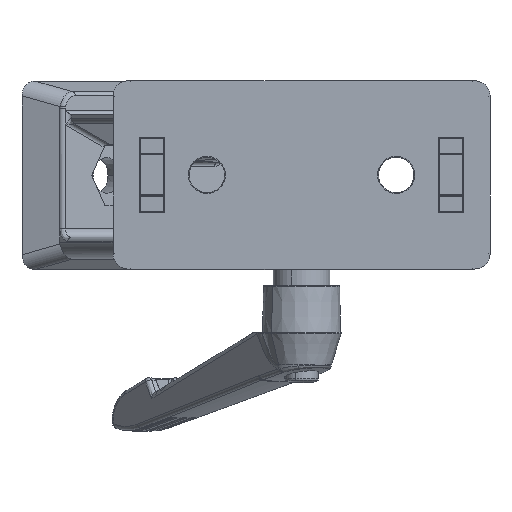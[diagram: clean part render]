
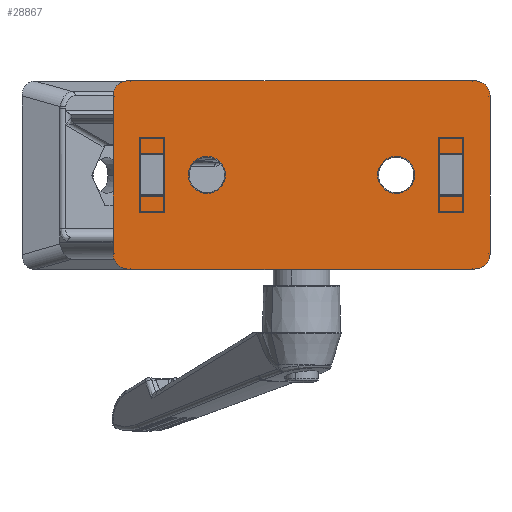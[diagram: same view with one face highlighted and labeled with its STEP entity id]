
A CAD part, top view. The second image highlights one B-rep face of the part: STEP entity #28867.
In plain terms, the highlighted planar face has unit normal (0, 0, 1).
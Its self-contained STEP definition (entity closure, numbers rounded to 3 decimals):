
#303 = CARTESIAN_POINT ( 'NONE',  ( -26.9, 0., 9. ) ) ;
#312 = CARTESIAN_POINT ( 'NONE',  ( 40.829, 22.4, 9. ) ) ;
#600 = CARTESIAN_POINT ( 'NONE',  ( 43.225, 22.4, 9. ) ) ;
#1388 = CARTESIAN_POINT ( 'NONE',  ( -40.829, 22.4, 9. ) ) ;
#1786 = VERTEX_POINT ( 'NONE', #32419 ) ;
#2074 = CARTESIAN_POINT ( 'NONE',  ( 22.5, 0., 9. ) ) ;
#2458 = CARTESIAN_POINT ( 'NONE',  ( 26.9, 0., 9. ) ) ;
#2671 = EDGE_CURVE ( 'NONE', #18256, #1786, #21992, .T. ) ;
#2719 = PLANE ( 'NONE',  #38613 ) ;
#2826 = DIRECTION ( 'NONE',  ( -1., 0., 0. ) ) ;
#3074 = CARTESIAN_POINT ( 'NONE',  ( -45.5, 22.4, 9. ) ) ;
#3203 = EDGE_CURVE ( 'NONE', #43911, #8647, #31484, .T. ) ;
#3421 = VECTOR ( 'NONE', #2826, 1000. ) ;
#4273 = EDGE_CURVE ( 'NONE', #26913, #9916, #6342, .T. ) ;
#5627 = DIRECTION ( 'NONE',  ( 1., 0., 0. ) ) ;
#5757 = CARTESIAN_POINT ( 'NONE',  ( 44.8, -18.872, 9. ) ) ;
#6152 = CIRCLE ( 'NONE', #43795, 4.4 ) ;
#6245 = DIRECTION ( 'NONE',  ( 0., 0., -1. ) ) ;
#6342 =( BOUNDED_CURVE ( )  B_SPLINE_CURVE ( 3, ( #9721, #44690, #600, #312 ),
 .UNSPECIFIED., .F., .F. ) 
 B_SPLINE_CURVE_WITH_KNOTS ( ( 4, 4 ),
 ( 5.894, 7.306 ),
 .UNSPECIFIED. ) 
 CURVE ( )  GEOMETRIC_REPRESENTATION_ITEM ( )  RATIONAL_B_SPLINE_CURVE ( ( 1., 0.841, 0.841, 1. ) ) 
 REPRESENTATION_ITEM ( '' )  );
#6420 = AXIS2_PLACEMENT_3D ( 'NONE', #13045, #13034, #12986 ) ;
#6670 = CIRCLE ( 'NONE', #6420, 4.4 ) ;
#7040 =( BOUNDED_CURVE ( )  B_SPLINE_CURVE ( 3, ( #30912, #34221, #13415, #37479 ),
 .UNSPECIFIED., .F., .F. ) 
 B_SPLINE_CURVE_WITH_KNOTS ( ( 4, 4 ),
 ( 5.894, 7.306 ),
 .UNSPECIFIED. ) 
 CURVE ( )  GEOMETRIC_REPRESENTATION_ITEM ( )  RATIONAL_B_SPLINE_CURVE ( ( 1., 0.841, 0.841, 1. ) ) 
 REPRESENTATION_ITEM ( '' )  );
#7105 = DIRECTION ( 'NONE',  ( 1., 0., 0. ) ) ;
#7515 = AXIS2_PLACEMENT_3D ( 'NONE', #33230, #33084, #32954 ) ;
#8162 = CARTESIAN_POINT ( 'NONE',  ( 44.8, -24., 9. ) ) ;
#8269 = VECTOR ( 'NONE', #15346, 1000. ) ;
#8647 = VERTEX_POINT ( 'NONE', #303 ) ;
#9127 = AXIS2_PLACEMENT_3D ( 'NONE', #2074, #6245, #5627 ) ;
#9152 =( BOUNDED_CURVE ( )  B_SPLINE_CURVE ( 3, ( #43350, #43512, #27173, #5757 ),
 .UNSPECIFIED., .F., .F. ) 
 B_SPLINE_CURVE_WITH_KNOTS ( ( 4, 4 ),
 ( 2.119, 3.531 ),
 .UNSPECIFIED. ) 
 CURVE ( )  GEOMETRIC_REPRESENTATION_ITEM ( )  RATIONAL_B_SPLINE_CURVE ( ( 1., 0.841, 0.841, 1. ) ) 
 REPRESENTATION_ITEM ( '' )  );
#9721 = CARTESIAN_POINT ( 'NONE',  ( 44.8, 18.872, 9. ) ) ;
#9916 = VERTEX_POINT ( 'NONE', #21041 ) ;
#10169 = CARTESIAN_POINT ( 'NONE',  ( 44.8, 18.872, 9. ) ) ;
#10284 = EDGE_CURVE ( 'NONE', #8647, #43911, #6670, .T. ) ;
#12264 = CARTESIAN_POINT ( 'NONE',  ( -44.8, 18.872, 9. ) ) ;
#12277 = CARTESIAN_POINT ( 'NONE',  ( -18.1, 0., 9. ) ) ;
#12986 = DIRECTION ( 'NONE',  ( 1., 0., 0. ) ) ;
#13034 = DIRECTION ( 'NONE',  ( 0., 0., -1. ) ) ;
#13045 = CARTESIAN_POINT ( 'NONE',  ( -22.5, 0., 9. ) ) ;
#13415 = CARTESIAN_POINT ( 'NONE',  ( -43.225, -22.4, 9. ) ) ;
#13521 = LINE ( 'NONE', #3074, #3421 ) ;
#15346 = DIRECTION ( 'NONE',  ( 0., 1., 0. ) ) ;
#15421 = EDGE_CURVE ( 'NONE', #9916, #24255, #13521, .T. ) ;
#15432 = DIRECTION ( 'NONE',  ( 1., 0., 0. ) ) ;
#15636 = DIRECTION ( 'NONE',  ( 0., 0., -1. ) ) ;
#15651 = CARTESIAN_POINT ( 'NONE',  ( 22.5, 0., 9. ) ) ;
#15842 = ORIENTED_EDGE ( 'NONE', *, *, #26707, .T. ) ;
#15963 = CARTESIAN_POINT ( 'NONE',  ( 44.8, -18.872, 9. ) ) ;
#16058 = EDGE_CURVE ( 'NONE', #24255, #18089, #23283, .T. ) ;
#16432 = VERTEX_POINT ( 'NONE', #15963 ) ;
#16457 = EDGE_CURVE ( 'NONE', #1786, #18256, #6152, .T. ) ;
#17593 = VERTEX_POINT ( 'NONE', #33871 ) ;
#18089 = VERTEX_POINT ( 'NONE', #12264 ) ;
#18256 = VERTEX_POINT ( 'NONE', #2458 ) ;
#18674 = ORIENTED_EDGE ( 'NONE', *, *, #16457, .T. ) ;
#19461 = ORIENTED_EDGE ( 'NONE', *, *, #10284, .T. ) ;
#19879 = FACE_BOUND ( 'NONE', #23950, .T. ) ;
#20721 = EDGE_LOOP ( 'NONE', ( #40296, #36051, #35854, #31302, #25581, #25374, #37767, #15842 ) ) ;
#20741 = CARTESIAN_POINT ( 'NONE',  ( -45.5, -23., 9. ) ) ;
#21041 = CARTESIAN_POINT ( 'NONE',  ( 40.829, 22.4, 9. ) ) ;
#21445 = LINE ( 'NONE', #34373, #21928 ) ;
#21928 = VECTOR ( 'NONE', #37620, 1000. ) ;
#21992 = CIRCLE ( 'NONE', #9127, 4.4 ) ;
#22439 = LINE ( 'NONE', #8162, #8269 ) ;
#23283 =( BOUNDED_CURVE ( )  B_SPLINE_CURVE ( 3, ( #26541, #25355, #25456, #25305 ),
 .UNSPECIFIED., .F., .F. ) 
 B_SPLINE_CURVE_WITH_KNOTS ( ( 4, 4 ),
 ( 2.119, 3.531 ),
 .UNSPECIFIED. ) 
 CURVE ( )  GEOMETRIC_REPRESENTATION_ITEM ( )  RATIONAL_B_SPLINE_CURVE ( ( 1., 0.841, 0.841, 1. ) ) 
 REPRESENTATION_ITEM ( '' )  );
#23950 = EDGE_LOOP ( 'NONE', ( #30759, #19461 ) ) ;
#24255 = VERTEX_POINT ( 'NONE', #1388 ) ;
#24277 = DIRECTION ( 'NONE',  ( 1., 0., 0. ) ) ;
#24590 = EDGE_LOOP ( 'NONE', ( #31251, #18674 ) ) ;
#25305 = CARTESIAN_POINT ( 'NONE',  ( -44.8, 18.872, 9. ) ) ;
#25355 = CARTESIAN_POINT ( 'NONE',  ( -43.225, 22.4, 9. ) ) ;
#25374 = ORIENTED_EDGE ( 'NONE', *, *, #40709, .T. ) ;
#25456 = CARTESIAN_POINT ( 'NONE',  ( -44.8, 21.001, 9. ) ) ;
#25581 = ORIENTED_EDGE ( 'NONE', *, *, #27170, .T. ) ;
#26501 = EDGE_CURVE ( 'NONE', #16432, #26913, #22439, .T. ) ;
#26541 = CARTESIAN_POINT ( 'NONE',  ( -40.829, 22.4, 9. ) ) ;
#26707 = EDGE_CURVE ( 'NONE', #28080, #16432, #9152, .T. ) ;
#26913 = VERTEX_POINT ( 'NONE', #10169 ) ;
#27170 = EDGE_CURVE ( 'NONE', #18089, #17593, #21445, .T. ) ;
#27173 = CARTESIAN_POINT ( 'NONE',  ( 44.8, -21.001, 9. ) ) ;
#28080 = VERTEX_POINT ( 'NONE', #40914 ) ;
#28867 = ADVANCED_FACE ( 'NONE', ( #34260, #19879, #33424 ), #2719, .T. ) ;
#30759 = ORIENTED_EDGE ( 'NONE', *, *, #3203, .T. ) ;
#30912 = CARTESIAN_POINT ( 'NONE',  ( -44.8, -18.872, 9. ) ) ;
#31251 = ORIENTED_EDGE ( 'NONE', *, *, #2671, .T. ) ;
#31302 = ORIENTED_EDGE ( 'NONE', *, *, #16058, .T. ) ;
#31321 = VERTEX_POINT ( 'NONE', #32944 ) ;
#31484 = CIRCLE ( 'NONE', #7515, 4.4 ) ;
#31792 = CARTESIAN_POINT ( 'NONE',  ( -45.5, -22.4, 9. ) ) ;
#32419 = CARTESIAN_POINT ( 'NONE',  ( 18.1, 0., 9. ) ) ;
#32944 = CARTESIAN_POINT ( 'NONE',  ( -40.829, -22.4, 9. ) ) ;
#32954 = DIRECTION ( 'NONE',  ( 1., 0., 0. ) ) ;
#33084 = DIRECTION ( 'NONE',  ( 0., 0., -1. ) ) ;
#33230 = CARTESIAN_POINT ( 'NONE',  ( -22.5, 0., 9. ) ) ;
#33424 = FACE_OUTER_BOUND ( 'NONE', #20721, .T. ) ;
#33871 = CARTESIAN_POINT ( 'NONE',  ( -44.8, -18.872, 9. ) ) ;
#34221 = CARTESIAN_POINT ( 'NONE',  ( -44.8, -21.001, 9. ) ) ;
#34260 = FACE_BOUND ( 'NONE', #24590, .T. ) ;
#34373 = CARTESIAN_POINT ( 'NONE',  ( -44.8, -24., 9. ) ) ;
#35854 = ORIENTED_EDGE ( 'NONE', *, *, #15421, .T. ) ;
#36051 = ORIENTED_EDGE ( 'NONE', *, *, #4273, .T. ) ;
#37479 = CARTESIAN_POINT ( 'NONE',  ( -40.829, -22.4, 9. ) ) ;
#37620 = DIRECTION ( 'NONE',  ( 0., -1., 0. ) ) ;
#37767 = ORIENTED_EDGE ( 'NONE', *, *, #40826, .T. ) ;
#38054 = VECTOR ( 'NONE', #7105, 1000. ) ;
#38087 = LINE ( 'NONE', #31792, #38054 ) ;
#38613 = AXIS2_PLACEMENT_3D ( 'NONE', #20741, #44167, #24277 ) ;
#40296 = ORIENTED_EDGE ( 'NONE', *, *, #26501, .T. ) ;
#40709 = EDGE_CURVE ( 'NONE', #17593, #31321, #7040, .T. ) ;
#40826 = EDGE_CURVE ( 'NONE', #31321, #28080, #38087, .T. ) ;
#40914 = CARTESIAN_POINT ( 'NONE',  ( 40.829, -22.4, 9. ) ) ;
#43350 = CARTESIAN_POINT ( 'NONE',  ( 40.829, -22.4, 9. ) ) ;
#43512 = CARTESIAN_POINT ( 'NONE',  ( 43.225, -22.4, 9. ) ) ;
#43795 = AXIS2_PLACEMENT_3D ( 'NONE', #15651, #15636, #15432 ) ;
#43911 = VERTEX_POINT ( 'NONE', #12277 ) ;
#44167 = DIRECTION ( 'NONE',  ( 0., 0., 1. ) ) ;
#44690 = CARTESIAN_POINT ( 'NONE',  ( 44.8, 21.001, 9. ) ) ;
